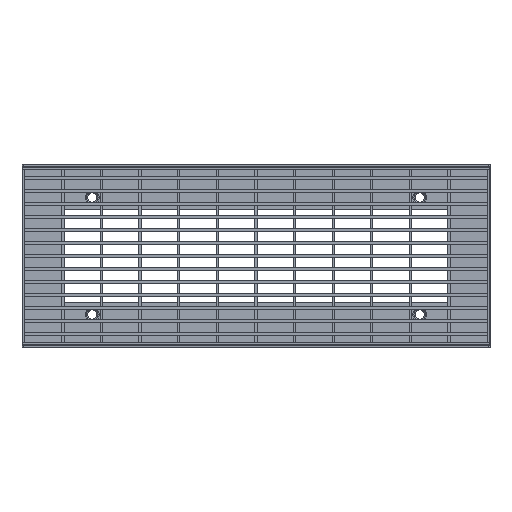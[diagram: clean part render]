
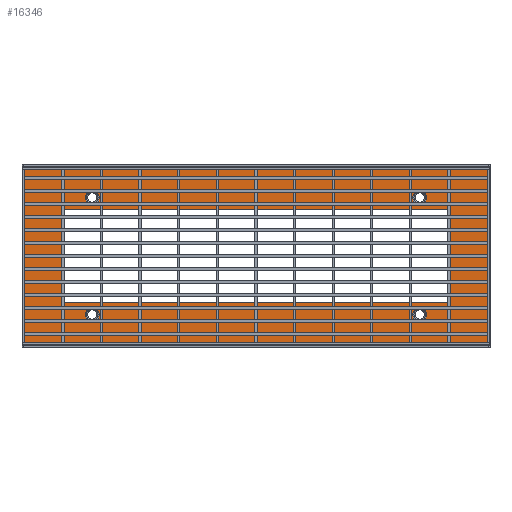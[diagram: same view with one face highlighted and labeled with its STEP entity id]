
A CAD part, top view. The second image highlights one B-rep face of the part: STEP entity #16346.
In plain terms, the highlighted planar face has unit normal (0, 0, 1).
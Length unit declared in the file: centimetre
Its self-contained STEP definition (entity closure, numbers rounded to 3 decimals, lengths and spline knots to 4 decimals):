
#124=FACE_BOUND('',#1968,.T.);
#125=FACE_BOUND('',#1969,.T.);
#126=FACE_BOUND('',#1970,.T.);
#127=FACE_BOUND('',#1971,.T.);
#128=FACE_BOUND('',#1972,.T.);
#150=PLANE('',#17447);
#1052=FACE_OUTER_BOUND('',#1967,.T.);
#1967=EDGE_LOOP('',(#11945,#11946,#11947,#11948));
#1968=EDGE_LOOP('',(#11949,#11950,#11951,#11952,#11953,#11954,#11955,#11956));
#1969=EDGE_LOOP('',(#11957));
#1970=EDGE_LOOP('',(#11958));
#1971=EDGE_LOOP('',(#11959));
#1972=EDGE_LOOP('',(#11960));
#2850=LINE('',#23126,#5078);
#2864=LINE('',#23171,#5092);
#2865=LINE('',#23174,#5093);
#2872=LINE('',#23205,#5100);
#2876=LINE('',#23212,#5104);
#2880=LINE('',#23221,#5108);
#2883=LINE('',#23233,#5111);
#2888=LINE('',#23251,#5116);
#5078=VECTOR('',#18888,10.);
#5092=VECTOR('',#18932,10.);
#5093=VECTOR('',#18937,10.);
#5100=VECTOR('',#18964,10.);
#5104=VECTOR('',#18970,10.);
#5108=VECTOR('',#18980,10.);
#5111=VECTOR('',#18997,10.);
#5116=VECTOR('',#19020,1.);
#7325=CIRCLE('',#17429,1.);
#7326=CIRCLE('',#17432,1.);
#7327=CIRCLE('',#17434,1.);
#7328=CIRCLE('',#17436,1.);
#7329=CIRCLE('',#17439,6.);
#7330=CIRCLE('',#17441,6.);
#7331=CIRCLE('',#17443,6.);
#7332=CIRCLE('',#17445,6.);
#7479=VERTEX_POINT('',#23123);
#7480=VERTEX_POINT('',#23125);
#7495=VERTEX_POINT('',#23168);
#7496=VERTEX_POINT('',#23170);
#7509=VERTEX_POINT('',#23203);
#7510=VERTEX_POINT('',#23204);
#7511=VERTEX_POINT('',#23209);
#7512=VERTEX_POINT('',#23211);
#7513=VERTEX_POINT('',#23215);
#7514=VERTEX_POINT('',#23219);
#7515=VERTEX_POINT('',#23225);
#7516=VERTEX_POINT('',#23229);
#7517=VERTEX_POINT('',#23235);
#7518=VERTEX_POINT('',#23239);
#7519=VERTEX_POINT('',#23243);
#7520=VERTEX_POINT('',#23247);
#9165=EDGE_CURVE('',#7480,#7479,#2850,.T.);
#9187=EDGE_CURVE('',#7495,#7496,#2864,.T.);
#9189=EDGE_CURVE('',#7496,#7479,#2865,.T.);
#9204=EDGE_CURVE('',#7509,#7510,#2872,.T.);
#9208=EDGE_CURVE('',#7512,#7511,#2876,.T.);
#9211=EDGE_CURVE('',#7513,#7510,#7325,.T.);
#9213=EDGE_CURVE('',#7513,#7514,#2880,.T.);
#9214=EDGE_CURVE('',#7512,#7514,#7326,.T.);
#9215=EDGE_CURVE('',#7509,#7515,#7327,.T.);
#9218=EDGE_CURVE('',#7516,#7511,#7328,.T.);
#9219=EDGE_CURVE('',#7516,#7515,#2883,.T.);
#9221=EDGE_CURVE('',#7517,#7517,#7329,.T.);
#9223=EDGE_CURVE('',#7518,#7518,#7330,.T.);
#9225=EDGE_CURVE('',#7519,#7519,#7331,.T.);
#9227=EDGE_CURVE('',#7520,#7520,#7332,.T.);
#9228=EDGE_CURVE('',#7495,#7480,#2888,.T.);
#11945=ORIENTED_EDGE('',*,*,#9228,.T.);
#11946=ORIENTED_EDGE('',*,*,#9165,.T.);
#11947=ORIENTED_EDGE('',*,*,#9189,.F.);
#11948=ORIENTED_EDGE('',*,*,#9187,.F.);
#11949=ORIENTED_EDGE('',*,*,#9204,.T.);
#11950=ORIENTED_EDGE('',*,*,#9211,.F.);
#11951=ORIENTED_EDGE('',*,*,#9213,.T.);
#11952=ORIENTED_EDGE('',*,*,#9214,.F.);
#11953=ORIENTED_EDGE('',*,*,#9208,.T.);
#11954=ORIENTED_EDGE('',*,*,#9218,.F.);
#11955=ORIENTED_EDGE('',*,*,#9219,.T.);
#11956=ORIENTED_EDGE('',*,*,#9215,.F.);
#11957=ORIENTED_EDGE('',*,*,#9227,.T.);
#11958=ORIENTED_EDGE('',*,*,#9225,.T.);
#11959=ORIENTED_EDGE('',*,*,#9223,.T.);
#11960=ORIENTED_EDGE('',*,*,#9221,.T.);
#16346=ADVANCED_FACE('',(#1052,#124,#125,#126,#127,#128),#150,.F.);
#17429=AXIS2_PLACEMENT_3D('',#23217,#18975,#18976);
#17432=AXIS2_PLACEMENT_3D('',#23223,#18983,#18984);
#17434=AXIS2_PLACEMENT_3D('',#23226,#18987,#18988);
#17436=AXIS2_PLACEMENT_3D('',#23231,#18993,#18994);
#17439=AXIS2_PLACEMENT_3D('',#23237,#19001,#19002);
#17441=AXIS2_PLACEMENT_3D('',#23241,#19006,#19007);
#17443=AXIS2_PLACEMENT_3D('',#23245,#19011,#19012);
#17445=AXIS2_PLACEMENT_3D('',#23249,#19016,#19017);
#17447=AXIS2_PLACEMENT_3D('',#23252,#19021,#19022);
#18888=DIRECTION('',(1.,0.,0.));
#18932=DIRECTION('',(1.,0.,0.));
#18937=DIRECTION('',(0.,-1.,0.));
#18964=DIRECTION('',(-1.,0.,0.));
#18970=DIRECTION('',(1.,0.,0.));
#18975=DIRECTION('center_axis',(0.,0.,1.));
#18976=DIRECTION('ref_axis',(-0.707,-0.707,0.));
#18980=DIRECTION('',(0.,1.,0.));
#18983=DIRECTION('center_axis',(0.,0.,1.));
#18984=DIRECTION('ref_axis',(-0.707,0.707,0.));
#18987=DIRECTION('center_axis',(0.,0.,1.));
#18988=DIRECTION('ref_axis',(0.707,-0.707,0.));
#18993=DIRECTION('center_axis',(0.,0.,1.));
#18994=DIRECTION('ref_axis',(0.707,0.707,0.));
#18997=DIRECTION('',(0.,-1.,0.));
#19001=DIRECTION('center_axis',(0.,0.,-1.));
#19002=DIRECTION('ref_axis',(0.,-1.,0.));
#19006=DIRECTION('center_axis',(0.,0.,-1.));
#19007=DIRECTION('ref_axis',(0.,-1.,0.));
#19011=DIRECTION('center_axis',(0.,0.,-1.));
#19012=DIRECTION('ref_axis',(0.,-1.,0.));
#19016=DIRECTION('center_axis',(0.,0.,-1.));
#19017=DIRECTION('ref_axis',(0.,-1.,0.));
#19020=DIRECTION('',(0.,-1.,0.));
#19021=DIRECTION('center_axis',(0.,0.,-1.));
#19022=DIRECTION('ref_axis',(0.,-1.,0.));
#23123=CARTESIAN_POINT('',(200.,-74.5,32.));
#23125=CARTESIAN_POINT('',(-200.,-74.5,32.));
#23126=CARTESIAN_POINT('',(100.,-74.5,32.));
#23168=CARTESIAN_POINT('',(-200.,74.5,32.));
#23170=CARTESIAN_POINT('',(200.,74.5,32.));
#23171=CARTESIAN_POINT('',(100.,74.5,32.));
#23174=CARTESIAN_POINT('',(200.,76.,32.));
#23203=CARTESIAN_POINT('',(164.,-40.,32.));
#23204=CARTESIAN_POINT('',(-164.,-40.,32.));
#23205=CARTESIAN_POINT('',(-25.6856,-40.,32.));
#23209=CARTESIAN_POINT('',(164.,40.,32.));
#23211=CARTESIAN_POINT('',(-164.,40.,32.));
#23212=CARTESIAN_POINT('',(17.3133,40.,32.));
#23215=CARTESIAN_POINT('',(-165.,-39.,32.));
#23217=CARTESIAN_POINT('Origin',(-164.,-39.,32.));
#23219=CARTESIAN_POINT('',(-165.,39.,32.));
#23221=CARTESIAN_POINT('',(-165.,-20.,32.));
#23223=CARTESIAN_POINT('Origin',(-164.,39.,32.));
#23225=CARTESIAN_POINT('',(165.,-39.,32.));
#23226=CARTESIAN_POINT('Origin',(164.,-39.,32.));
#23229=CARTESIAN_POINT('',(165.,39.,32.));
#23231=CARTESIAN_POINT('Origin',(164.,39.,32.));
#23233=CARTESIAN_POINT('',(165.,20.,32.));
#23235=CARTESIAN_POINT('',(-140.,-44.,32.));
#23237=CARTESIAN_POINT('Origin',(-140.,-50.,32.));
#23239=CARTESIAN_POINT('',(-140.,56.,32.));
#23241=CARTESIAN_POINT('Origin',(-140.,50.,32.));
#23243=CARTESIAN_POINT('',(140.,-44.,32.));
#23245=CARTESIAN_POINT('Origin',(140.,-50.,32.));
#23247=CARTESIAN_POINT('',(140.,56.,32.));
#23249=CARTESIAN_POINT('Origin',(140.,50.,32.));
#23251=CARTESIAN_POINT('',(-200.,62.4613,32.));
#23252=CARTESIAN_POINT('Origin',(-2.0014,-54.5,32.));
